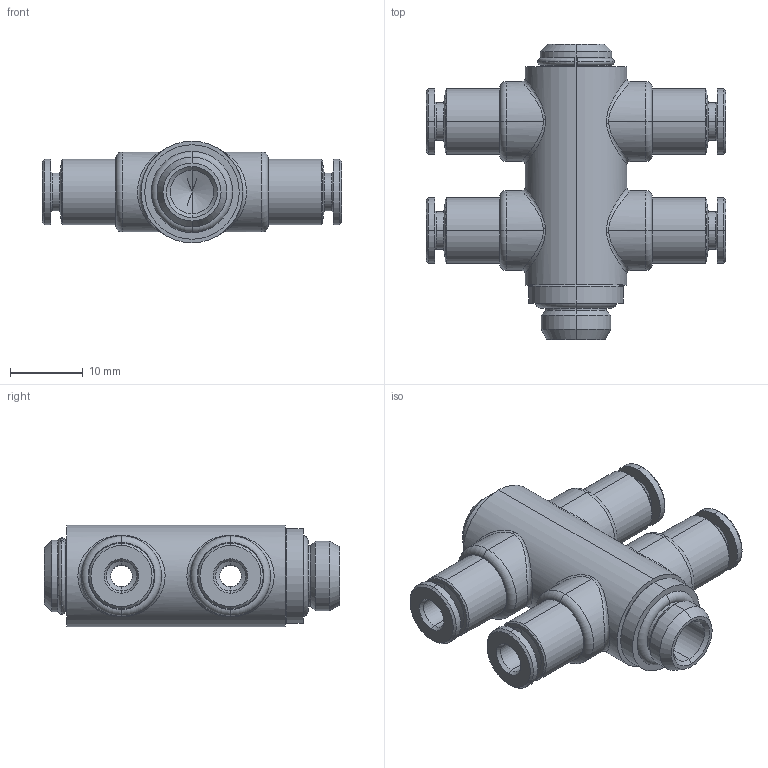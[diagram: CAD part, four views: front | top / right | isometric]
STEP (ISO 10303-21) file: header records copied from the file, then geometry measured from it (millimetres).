
FILE_DESCRIPTION (( 'STEP AP203' ), '1' );
FILE_NAME ('A0320011.STEP', '2009-12-15T10:13:04', ( 'Gabriele' ), ( 'C.Matic srl' ), 'SwSTEP 2.0', 'SolidWorks 2009', '' );
FILE_SCHEMA (( 'CONFIG_CONTROL_DESIGN' ));
Length unit declared in the file: millimetre
Products named in the file (1): A0320011
Bounding box: 41.2 x 40.6 x 14 mm (x, y, z)
Volume: 7546.7 mm3; surface area: 5456 mm2
Topology: 2 solids, 2 shells, 187 faces, 396 edges, 232 vertices
Faces by surface type: cylinder 66, cone 64, plane 37, torus 12, bspline 8
Entity records: 9449 total; most frequent: CARTESIAN_POINT 5320, DIRECTION 908, ORIENTED_EDGE 784, EDGE_CURVE 392, AXIS2_PLACEMENT_3D 380, VERTEX_POINT 232, EDGE_LOOP 218, CIRCLE 200
